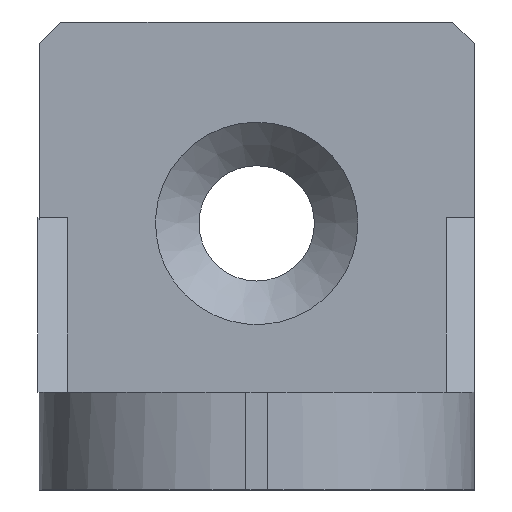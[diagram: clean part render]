
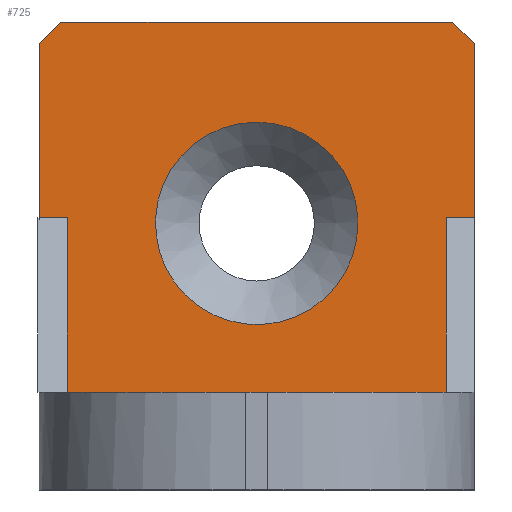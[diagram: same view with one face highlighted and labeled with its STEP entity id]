
A CAD part, front view. The second image highlights one B-rep face of the part: STEP entity #725.
In plain terms, the highlighted planar face has unit normal (0, -1, 0).
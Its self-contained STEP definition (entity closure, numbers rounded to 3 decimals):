
#21 = EDGE_CURVE('',#22,#24,#26,.T.);
#22 = VERTEX_POINT('',#23);
#23 = CARTESIAN_POINT('',(-4.643,-4.5,12.5));
#24 = VERTEX_POINT('',#25);
#25 = CARTESIAN_POINT('',(4.65,-4.5,12.25));
#26 = CIRCLE('',#27,4.65);
#27 = AXIS2_PLACEMENT_3D('',#28,#29,#30);
#28 = CARTESIAN_POINT('',(0.,-4.5,12.25));
#29 = DIRECTION('',(0.,-1.,0.));
#30 = DIRECTION('',(1.,0.,0.));
#48 = EDGE_CURVE('',#24,#49,#51,.T.);
#49 = VERTEX_POINT('',#50);
#50 = CARTESIAN_POINT('',(4.643,-4.5,12.5));
#51 = CIRCLE('',#52,4.65);
#52 = AXIS2_PLACEMENT_3D('',#53,#54,#55);
#53 = CARTESIAN_POINT('',(0.,-4.5,12.25));
#54 = DIRECTION('',(0.,-1.,0.));
#55 = DIRECTION('',(1.,0.,0.));
#57 = EDGE_CURVE('',#49,#22,#58,.T.);
#58 = CIRCLE('',#59,4.65);
#59 = AXIS2_PLACEMENT_3D('',#60,#61,#62);
#60 = CARTESIAN_POINT('',(0.,-4.5,12.25));
#61 = DIRECTION('',(0.,-1.,0.));
#62 = DIRECTION('',(1.,0.,0.));
#108 = VERTEX_POINT('',#109);
#109 = CARTESIAN_POINT('',(-10.,-4.5,20.5));
#115 = EDGE_CURVE('',#108,#116,#118,.T.);
#116 = VERTEX_POINT('',#117);
#117 = CARTESIAN_POINT('',(-9.,-4.5,21.5));
#118 = LINE('',#119,#120);
#119 = CARTESIAN_POINT('',(-14.,-4.5,16.5));
#120 = VECTOR('',#121,1.);
#121 = DIRECTION('',(0.707,0.,0.707));
#146 = VERTEX_POINT('',#147);
#147 = CARTESIAN_POINT('',(9.,-4.5,21.5));
#153 = EDGE_CURVE('',#146,#116,#154,.T.);
#154 = LINE('',#155,#156);
#155 = CARTESIAN_POINT('',(-0.5,-4.5,21.5));
#156 = VECTOR('',#157,1.);
#157 = DIRECTION('',(-1.,0.,0.));
#177 = VERTEX_POINT('',#178);
#178 = CARTESIAN_POINT('',(10.,-4.5,20.5));
#184 = EDGE_CURVE('',#177,#146,#185,.T.);
#185 = LINE('',#186,#187);
#186 = CARTESIAN_POINT('',(8.5,-4.5,22.));
#187 = VECTOR('',#188,1.);
#188 = DIRECTION('',(-0.707,0.,0.707)
  );
#208 = EDGE_CURVE('',#209,#177,#211,.T.);
#209 = VERTEX_POINT('',#210);
#210 = CARTESIAN_POINT('',(10.,-4.5,12.5));
#211 = LINE('',#212,#213);
#212 = CARTESIAN_POINT('',(10.,-4.5,2.25));
#213 = VECTOR('',#214,1.);
#214 = DIRECTION('',(0.,0.,1.));
#271 = VERTEX_POINT('',#272);
#272 = CARTESIAN_POINT('',(8.7,-4.5,12.5));
#278 = EDGE_CURVE('',#209,#271,#279,.T.);
#279 = LINE('',#280,#281);
#280 = CARTESIAN_POINT('',(10.,-4.5,12.5));
#281 = VECTOR('',#282,1.);
#282 = DIRECTION('',(-1.,0.,0.));
#302 = EDGE_CURVE('',#108,#303,#305,.T.);
#303 = VERTEX_POINT('',#304);
#304 = CARTESIAN_POINT('',(-10.,-4.5,12.5));
#305 = LINE('',#306,#307);
#306 = CARTESIAN_POINT('',(-10.,-4.5,13.));
#307 = VECTOR('',#308,1.);
#308 = DIRECTION('',(0.,0.,-1.));
#459 = EDGE_CURVE('',#271,#460,#462,.T.);
#460 = VERTEX_POINT('',#461);
#461 = CARTESIAN_POINT('',(8.7,-4.5,4.5));
#462 = LINE('',#463,#464);
#463 = CARTESIAN_POINT('',(8.7,-4.5,12.5));
#464 = VECTOR('',#465,1.);
#465 = DIRECTION('',(0.,0.,-1.));
#514 = VERTEX_POINT('',#515);
#515 = CARTESIAN_POINT('',(-8.7,-4.5,12.5));
#546 = EDGE_CURVE('',#514,#303,#547,.T.);
#547 = LINE('',#548,#549);
#548 = CARTESIAN_POINT('',(-8.7,-4.5,12.5));
#549 = VECTOR('',#550,1.);
#550 = DIRECTION('',(-1.,0.,0.));
#560 = EDGE_CURVE('',#561,#514,#563,.T.);
#561 = VERTEX_POINT('',#562);
#562 = CARTESIAN_POINT('',(-8.7,-4.5,4.5));
#563 = LINE('',#564,#565);
#564 = CARTESIAN_POINT('',(-8.7,-4.5,4.5));
#565 = VECTOR('',#566,1.);
#566 = DIRECTION('',(0.,0.,1.));
#725 = ADVANCED_FACE('',(#726,#743),#748,.T.);
#726 = FACE_BOUND('',#727,.T.);
#727 = EDGE_LOOP('',(#728,#729,#730,#731,#732,#738,#739,#740,#741,#742)
  );
#728 = ORIENTED_EDGE('',*,*,#115,.F.);
#729 = ORIENTED_EDGE('',*,*,#302,.T.);
#730 = ORIENTED_EDGE('',*,*,#546,.F.);
#731 = ORIENTED_EDGE('',*,*,#560,.F.);
#732 = ORIENTED_EDGE('',*,*,#733,.T.);
#733 = EDGE_CURVE('',#561,#460,#734,.T.);
#734 = LINE('',#735,#736);
#735 = CARTESIAN_POINT('',(-11.,-4.5,4.5));
#736 = VECTOR('',#737,1.);
#737 = DIRECTION('',(1.,0.,0.));
#738 = ORIENTED_EDGE('',*,*,#459,.F.);
#739 = ORIENTED_EDGE('',*,*,#278,.F.);
#740 = ORIENTED_EDGE('',*,*,#208,.T.);
#741 = ORIENTED_EDGE('',*,*,#184,.T.);
#742 = ORIENTED_EDGE('',*,*,#153,.T.);
#743 = FACE_BOUND('',#744,.T.);
#744 = EDGE_LOOP('',(#745,#746,#747));
#745 = ORIENTED_EDGE('',*,*,#57,.F.);
#746 = ORIENTED_EDGE('',*,*,#48,.F.);
#747 = ORIENTED_EDGE('',*,*,#21,.F.);
#748 = PLANE('',#749);
#749 = AXIS2_PLACEMENT_3D('',#750,#751,#752);
#750 = CARTESIAN_POINT('',(0.,-4.5,13.143));
#751 = DIRECTION('',(0.,-1.,0.));
#752 = DIRECTION('',(0.,0.,1.));
